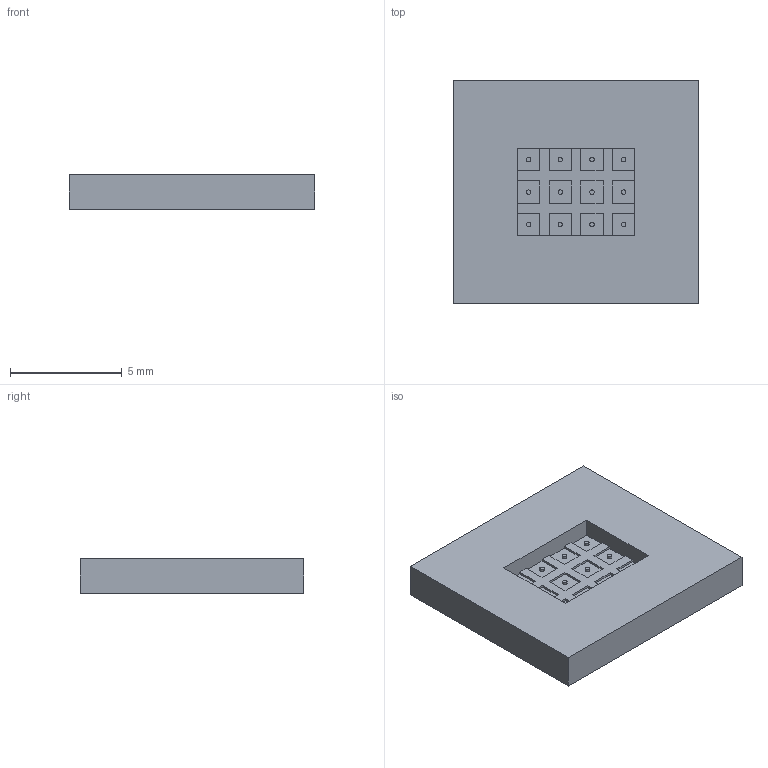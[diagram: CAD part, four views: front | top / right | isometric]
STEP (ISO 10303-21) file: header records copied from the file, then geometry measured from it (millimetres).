
FILE_DESCRIPTION(/* description */ (''),/* implementation_level */ '2;1');
FILE_NAME(/* name */ 'sbm-120-uv.step',/* time_stamp */ '2023-04-29T12:08:30+02:00',/* author */ (''),/* organization */ (''),/* preprocessor_version */ 'ST-DEVELOPER v19.2',/* originating_system */ 'Autodesk Translation Framework v12.4.0.73',/* authorisation */ '');
FILE_SCHEMA (('AUTOMOTIVE_DESIGN { 1 0 10303 214 3 1 1 }'));
Length unit declared in the file: millimetre
Products named in the file (1): led
Bounding box: 11 x 10 x 1.56 mm (x, y, z)
Volume: 155.6 mm3; surface area: 304.4 mm2
Topology: 1 solids, 1 shells, 81 faces, 192 edges, 128 vertices
Faces by surface type: plane 69, cylinder 12
Full cylindrical faces by diameter (mm): 0.2 x12
Entity records: 2343 total; most frequent: CARTESIAN_POINT 402, ORIENTED_EDGE 384, DIRECTION 380, EDGE_CURVE 192, LINE 168, VECTOR 168, VERTEX_POINT 128, AXIS2_PLACEMENT_3D 106
